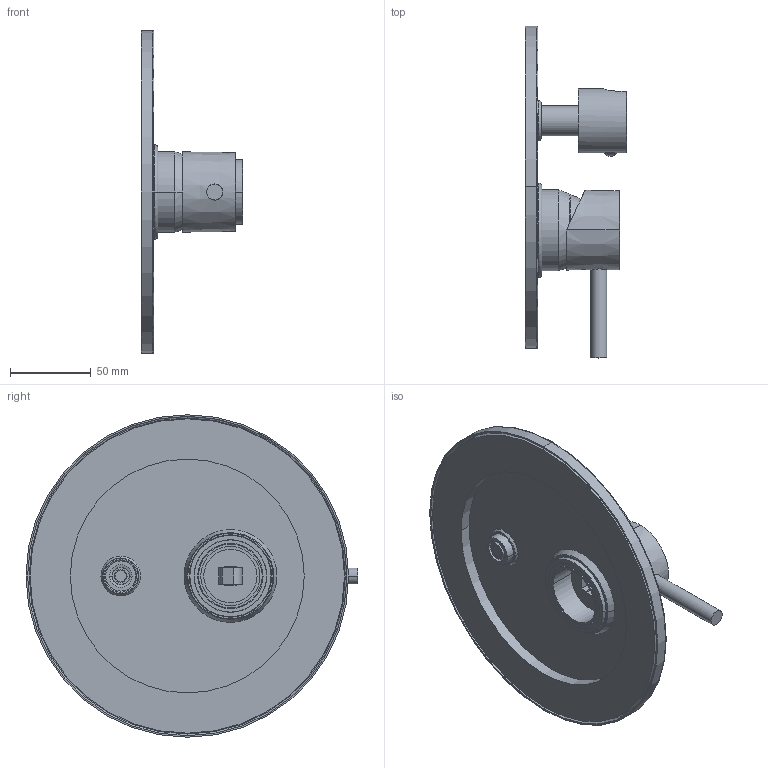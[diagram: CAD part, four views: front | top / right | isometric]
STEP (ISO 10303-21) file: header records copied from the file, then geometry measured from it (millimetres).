
FILE_DESCRIPTION((''),'2;1');
FILE_NAME('BI018CR','2021-11-03T14:58:29',('ut3'),('PAFFONI SpA'),'CREO PARAMETRIC BY PTC INC, 2020044','CREO PARAMETRIC BY PTC INC, 2020044','');
FILE_SCHEMA(('CONFIG_CONTROL_DESIGN','SHAPE_APPEARANCE_LAYERS_GROUPS'));
Length unit declared in the file: millimetre
Products named in the file (1): BI018CR
Bounding box: 63.25 x 205.87 x 200 mm (x, y, z)
Volume: 222147.6 mm3; surface area: 142888.2 mm2
Topology: 4 solids, 4 shells, 1061 faces, 2810 edges, 1775 vertices
Faces by surface type: plane 620, cylinder 271, torus 100, cone 65, sphere 3, bspline 2
Entity records: 42737 total; most frequent: CARTESIAN_POINT 9001, ORIENTED_EDGE 5600, DIRECTION 5393, EDGE_CURVE 2800, AXIS2_PLACEMENT_3D 1925, VERTEX_POINT 1775, VECTOR 1543, LINE 1543
